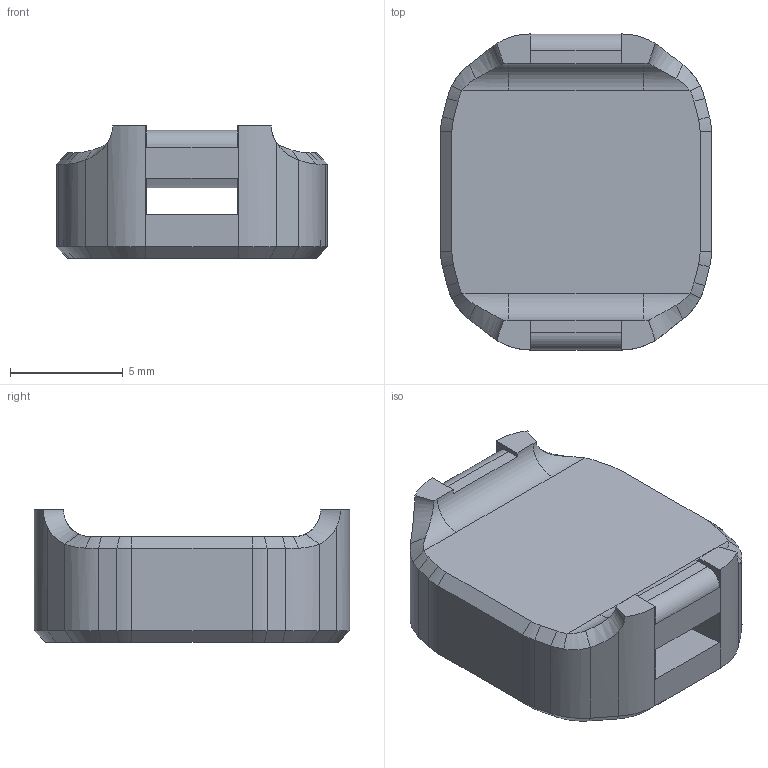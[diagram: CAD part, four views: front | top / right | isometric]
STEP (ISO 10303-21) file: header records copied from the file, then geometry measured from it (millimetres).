
FILE_DESCRIPTION(/* description */ ('STEP AP242','CAx-IF Rec.Pracs.---Representation and Presentation of Product Manufacturing Information (PMI)---4.0---2014-10-13','CAx-IF Rec.Pracs.---3D Tessellated Geometry---0.4---2014-09-14','2;1'),/* implementation_level */ '2;1');
FILE_NAME(/* name */ '63d5a081bf1193366da88fbd',/* time_stamp */ '2023-01-28T22:24:03+00:00',/* author */ (''),/* organization */ (''),/* preprocessor_version */ 'ST-DEVELOPER v18.102',/* originating_system */ ' ',/* authorisation */ ' ');
FILE_SCHEMA (('AP242_MANAGED_MODEL_BASED_3D_ENGINEERING_MIM_LF { 1 0 10303 442 1 1 4 }'));
Length unit declared in the file: metre
Products named in the file (1): umbilical_brace
Bounding box: 12 x 14 x 5.86 mm (x, y, z)
Volume: 632.2 mm3; surface area: 660.6 mm2
Topology: 1 solids, 1 shells, 94 faces, 234 edges, 142 vertices
Faces by surface type: plane 44, cylinder 22, cone 20, bspline 8
Entity records: 2925 total; most frequent: CARTESIAN_POINT 738, ORIENTED_EDGE 468, DIRECTION 424, EDGE_CURVE 234, AXIS2_PLACEMENT_3D 145, VERTEX_POINT 142, LINE 134, VECTOR 134
